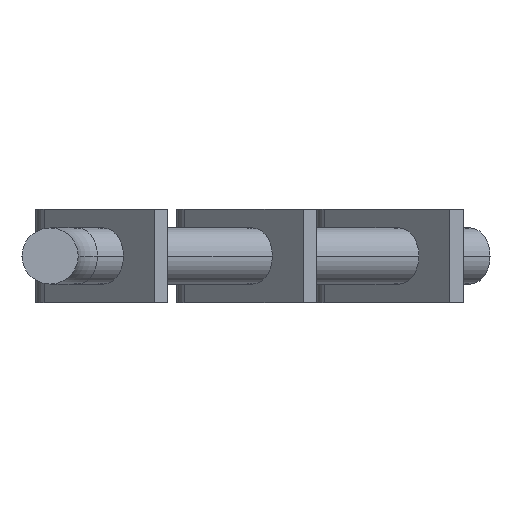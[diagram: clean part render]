
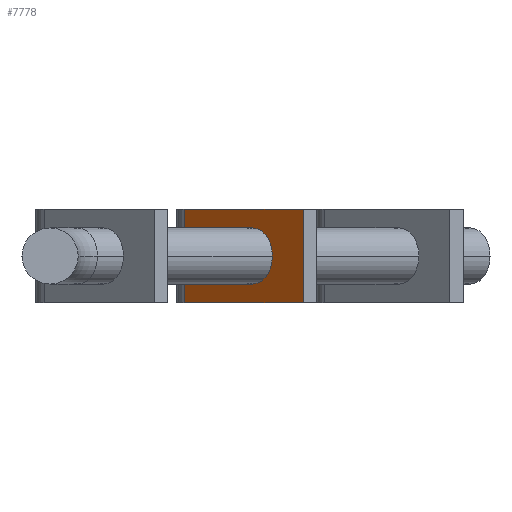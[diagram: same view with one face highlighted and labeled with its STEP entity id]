
A CAD part, front view. The second image highlights one B-rep face of the part: STEP entity #7778.
In plain terms, the highlighted planar face has unit normal (-0.707, -0.707, 0).
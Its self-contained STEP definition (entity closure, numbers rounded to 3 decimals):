
#23 = DIRECTION ( 'NONE',  ( 0.707, 0.707, 0. ) ) ;
#184 = EDGE_CURVE ( 'NONE', #3138, #7173, #1210, .T. ) ;
#354 = LINE ( 'NONE', #5073, #3673 ) ;
#1089 = PLANE ( 'NONE',  #7418 ) ;
#1210 = LINE ( 'NONE', #1818, #7500 ) ;
#1314 = AXIS2_PLACEMENT_3D ( 'NONE', #3785, #23, #4400 ) ;
#1369 = DIRECTION ( 'NONE',  ( 0., 0., 1. ) ) ;
#1537 = DIRECTION ( 'NONE',  ( 0., 0., 1. ) ) ;
#1539 = AXIS2_PLACEMENT_3D ( 'NONE', #7189, #3581, #7792 ) ;
#1614 = ORIENTED_EDGE ( 'NONE', *, *, #4313, .T. ) ;
#1818 = CARTESIAN_POINT ( 'NONE',  ( 28.706, 451.059, -10. ) ) ;
#1942 = CARTESIAN_POINT ( 'NONE',  ( 28.706, 451.059, 10. ) ) ;
#2049 = VERTEX_POINT ( 'NONE', #7906 ) ;
#2187 = CARTESIAN_POINT ( 'NONE',  ( 38.997, 440.767, 0. ) ) ;
#2414 = CARTESIAN_POINT ( 'NONE',  ( 28.706, 451.059, 10. ) ) ;
#2443 = LINE ( 'NONE', #2414, #2643 ) ;
#2558 = FACE_BOUND ( 'NONE', #3056, .T. ) ;
#2559 = LINE ( 'NONE', #5980, #5794 ) ;
#2633 = EDGE_CURVE ( 'NONE', #5833, #2049, #6077, .T. ) ;
#2643 = VECTOR ( 'NONE', #6048, 1000. ) ;
#2743 = CIRCLE ( 'NONE', #1539, 6. ) ;
#2990 = EDGE_CURVE ( 'NONE', #3138, #3502, #2559, .T. ) ;
#3056 = EDGE_LOOP ( 'NONE', ( #4866, #1614 ) ) ;
#3084 = DIRECTION ( 'NONE',  ( -0.707, -0.707, 0. ) ) ;
#3126 = VERTEX_POINT ( 'NONE', #3782 ) ;
#3138 = VERTEX_POINT ( 'NONE', #4396 ) ;
#3267 = ORIENTED_EDGE ( 'NONE', *, *, #2990, .T. ) ;
#3502 = VERTEX_POINT ( 'NONE', #6241 ) ;
#3581 = DIRECTION ( 'NONE',  ( 0.707, 0.707, 0. ) ) ;
#3673 = VECTOR ( 'NONE', #1369, 1000. ) ;
#3718 = ORIENTED_EDGE ( 'NONE', *, *, #5083, .F. ) ;
#3782 = CARTESIAN_POINT ( 'NONE',  ( 54.103, 425.662, 10. ) ) ;
#3785 = CARTESIAN_POINT ( 'NONE',  ( 43.24, 436.524, 0. ) ) ;
#3900 = ORIENTED_EDGE ( 'NONE', *, *, #4108, .T. ) ;
#4108 = EDGE_CURVE ( 'NONE', #3502, #3126, #354, .T. ) ;
#4313 = EDGE_CURVE ( 'NONE', #2049, #5833, #2743, .T. ) ;
#4396 = CARTESIAN_POINT ( 'NONE',  ( 28.706, 451.059, -10. ) ) ;
#4400 = DIRECTION ( 'NONE',  ( 0.707, -0.707, 0. ) ) ;
#4648 = ORIENTED_EDGE ( 'NONE', *, *, #184, .F. ) ;
#4866 = ORIENTED_EDGE ( 'NONE', *, *, #2633, .T. ) ;
#5073 = CARTESIAN_POINT ( 'NONE',  ( 54.103, 425.662, -10. ) ) ;
#5083 = EDGE_CURVE ( 'NONE', #7173, #3126, #2443, .T. ) ;
#5606 = FACE_OUTER_BOUND ( 'NONE', #7293, .T. ) ;
#5794 = VECTOR ( 'NONE', #7773, 1000. ) ;
#5833 = VERTEX_POINT ( 'NONE', #2187 ) ;
#5980 = CARTESIAN_POINT ( 'NONE',  ( 28.706, 451.059, -10. ) ) ;
#6048 = DIRECTION ( 'NONE',  ( 0.707, -0.707, 0. ) ) ;
#6077 = CIRCLE ( 'NONE', #1314, 6. ) ;
#6241 = CARTESIAN_POINT ( 'NONE',  ( 54.103, 425.662, -10. ) ) ;
#6604 = CARTESIAN_POINT ( 'NONE',  ( 28.706, 451.059, -10. ) ) ;
#7173 = VERTEX_POINT ( 'NONE', #1942 ) ;
#7189 = CARTESIAN_POINT ( 'NONE',  ( 43.24, 436.524, 0. ) ) ;
#7293 = EDGE_LOOP ( 'NONE', ( #3900, #3718, #4648, #3267 ) ) ;
#7299 = DIRECTION ( 'NONE',  ( 0.707, -0.707, 0. ) ) ;
#7418 = AXIS2_PLACEMENT_3D ( 'NONE', #6604, #3084, #7299 ) ;
#7500 = VECTOR ( 'NONE', #1537, 1000. ) ;
#7773 = DIRECTION ( 'NONE',  ( 0.707, -0.707, 0. ) ) ;
#7778 = ADVANCED_FACE ( 'NONE', ( #2558, #5606 ), #1089, .T. ) ;
#7792 = DIRECTION ( 'NONE',  ( 0.707, -0.707, 0. ) ) ;
#7906 = CARTESIAN_POINT ( 'NONE',  ( 47.483, 432.282, 0. ) ) ;
